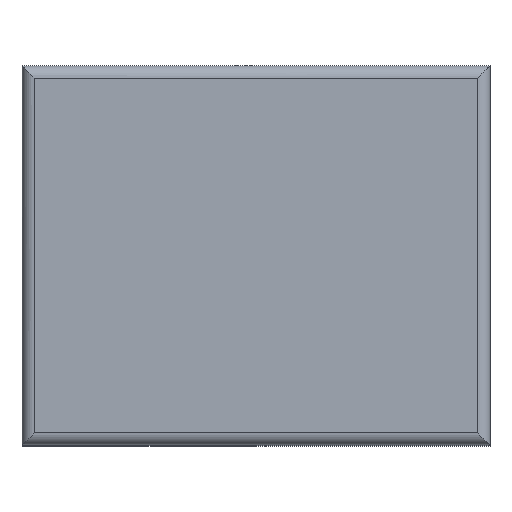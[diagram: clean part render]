
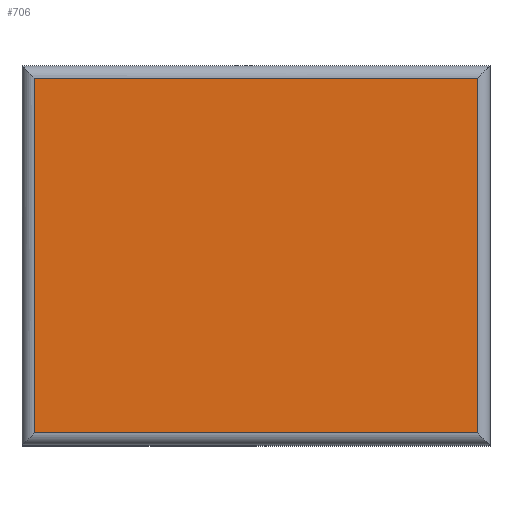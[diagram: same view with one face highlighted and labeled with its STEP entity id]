
A CAD part, top view. The second image highlights one B-rep face of the part: STEP entity #706.
In plain terms, the highlighted planar face has unit normal (0, 0, 1).
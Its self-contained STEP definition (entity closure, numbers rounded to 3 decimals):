
#527=CARTESIAN_POINT('',(-9.0,-7.2,20.0));
#528=VERTEX_POINT('',#527);
#536=CARTESIAN_POINT('',(-9.0,7.2,20.0));
#537=VERTEX_POINT('',#536);
#538=CARTESIAN_POINT('',(-9.0,-7.2,20.0));
#539=DIRECTION('',(0.0,1.0,0.0));
#540=VECTOR('',#539,14.4);
#541=LINE('',#538,#540);
#542=EDGE_CURVE('',#528,#537,#541,.T.);
#569=CARTESIAN_POINT('',(9.0,7.2,20.0));
#570=VERTEX_POINT('',#569);
#578=CARTESIAN_POINT('',(9.0,-7.2,20.0));
#579=VERTEX_POINT('',#578);
#580=CARTESIAN_POINT('',(9.0,7.2,20.0));
#581=DIRECTION('',(0.0,-1.0,0.0));
#582=VECTOR('',#581,14.4);
#583=LINE('',#580,#582);
#584=EDGE_CURVE('',#570,#579,#583,.T.);
#608=CARTESIAN_POINT('',(-9.0,7.2,20.0));
#609=DIRECTION('',(1.0,0.0,0.0));
#610=VECTOR('',#609,18.0);
#611=LINE('',#608,#610);
#612=EDGE_CURVE('',#537,#570,#611,.T.);
#630=CARTESIAN_POINT('',(9.0,-7.2,20.0));
#631=DIRECTION('',(-1.0,0.0,0.0));
#632=VECTOR('',#631,18.0);
#633=LINE('',#630,#632);
#634=EDGE_CURVE('',#579,#528,#633,.T.);
#695=CARTESIAN_POINT('',(9.9,7.92,20.0));
#696=DIRECTION('',(0.0,0.0,1.0));
#697=DIRECTION('',(1.0,0.0,0.0));
#698=AXIS2_PLACEMENT_3D('',#695,#696,#697);
#699=PLANE('',#698);
#700=ORIENTED_EDGE('',*,*,#584,.F.);
#701=ORIENTED_EDGE('',*,*,#612,.F.);
#702=ORIENTED_EDGE('',*,*,#542,.F.);
#703=ORIENTED_EDGE('',*,*,#634,.F.);
#704=EDGE_LOOP('',(#700,#701,#702,#703));
#705=FACE_OUTER_BOUND('',#704,.T.);
#706=ADVANCED_FACE('',(#705),#699,.T.);
